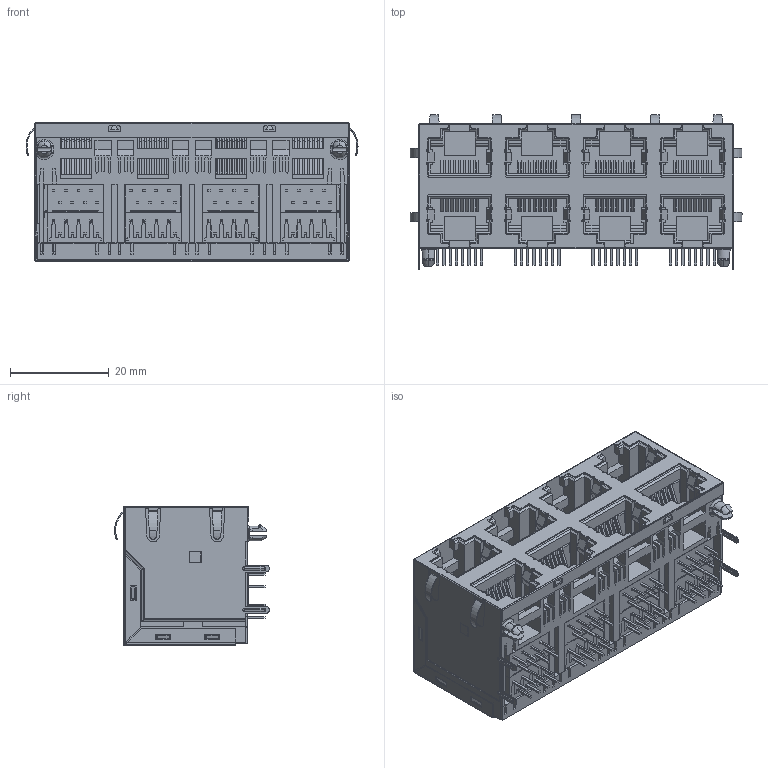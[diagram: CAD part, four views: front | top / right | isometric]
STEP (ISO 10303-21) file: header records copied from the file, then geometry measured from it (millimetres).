
FILE_DESCRIPTION (( 'STEP AP203' ), '1' );
FILE_NAME ('J96088892N00221.STEP', '2020-03-24T04:37:21', ( '' ), ( '' ), 'SwSTEP 2.0', 'SolidWorks 2016', '' );
FILE_SCHEMA (( 'CONFIG_CONTROL_DESIGN' ));
Length unit declared in the file: millimetre
Products named in the file (10): 96 Contacts Lower; 96 Contact Lock Upper; 96 Insulator Insert; 96 Shield_8 Ports No LED - EMI; 96 Grounding_8 Ports; 96 Back Plate_8 Ports; 96 Insulator_8 Ports; J96088892N00221; 96 Contact Lock Lower; 96 Contacts Upper
Assembly tree (24 placements, depth 2):
  J96088892N00221
    96 Insulator_8 Ports
    96 Contacts Lower  x4
    96 Contact Lock Lower  x4
    96 Grounding_8 Ports
    96 Contacts Upper  x4
    96 Contact Lock Upper  x4
    96 Insulator Insert  x4
    96 Back Plate_8 Ports
    96 Shield_8 Ports No LED - EMI
Bounding box: 67.35 x 31.38 x 28.15 mm (x, y, z)
Volume: 23548 mm3; surface area: 61106.7 mm2
Topology: 80 solids, 80 shells, 7404 faces, 20884 edges, 13382 vertices
Faces by surface type: plane 5801, cylinder 1292, bspline 297, cone 14
Entity records: 146176 total; most frequent: CARTESIAN_POINT 34277, ORIENTED_EDGE 24672, DIRECTION 20555, EDGE_CURVE 12336, VECTOR 9997, LINE 9997, VERTEX_POINT 7953, AXIS2_PLACEMENT_3D 5279
